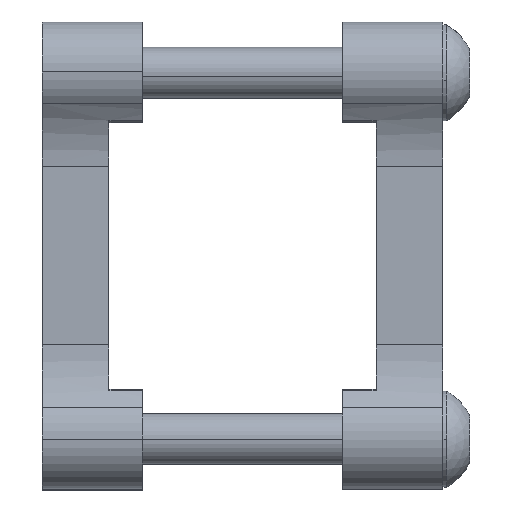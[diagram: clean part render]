
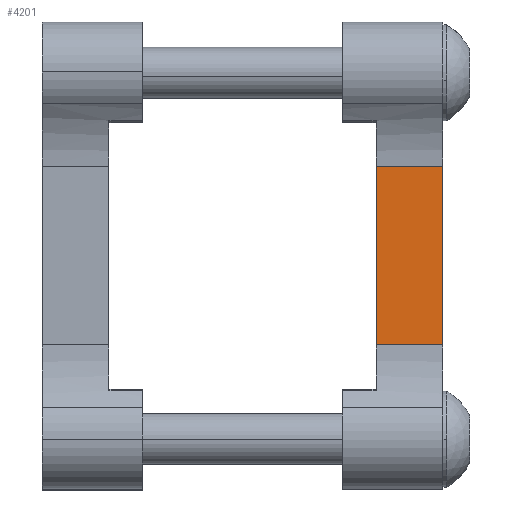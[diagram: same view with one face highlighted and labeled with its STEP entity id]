
A CAD part, top view. The second image highlights one B-rep face of the part: STEP entity #4201.
In plain terms, the highlighted face is planar.
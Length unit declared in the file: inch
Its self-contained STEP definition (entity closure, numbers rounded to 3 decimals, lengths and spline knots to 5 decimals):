
#174 = ORIENTED_EDGE ( 'NONE', *, *, #4297, .F. ) ;
#226 = DIRECTION ( 'NONE',  ( 1., 0., 0. ) ) ;
#424 = AXIS2_PLACEMENT_3D ( 'NONE', #3395, #1289, #226 ) ;
#457 = CARTESIAN_POINT ( 'NONE',  ( -0.5, 0.33395, -0.75 ) ) ;
#514 = ORIENTED_EDGE ( 'NONE', *, *, #1145, .T. ) ;
#607 = LINE ( 'NONE', #4158, #1701 ) ;
#629 = DIRECTION ( 'NONE',  ( 0., 1., 0. ) ) ;
#635 = VERTEX_POINT ( 'NONE', #1015 ) ;
#716 = ORIENTED_EDGE ( 'NONE', *, *, #1504, .T. ) ;
#1015 = CARTESIAN_POINT ( 'NONE',  ( -0.5, 0.33395, -0.75 ) ) ;
#1072 = CARTESIAN_POINT ( 'NONE',  ( -0.75, -0.33395, -0.75 ) ) ;
#1145 = EDGE_CURVE ( 'NONE', #2426, #635, #3311, .T. ) ;
#1194 = VERTEX_POINT ( 'NONE', #1072 ) ;
#1204 = DIRECTION ( 'NONE',  ( 0., 1., 0. ) ) ;
#1289 = DIRECTION ( 'NONE',  ( 0., 0., 1. ) ) ;
#1504 = EDGE_CURVE ( 'NONE', #2512, #1194, #3032, .T. ) ;
#1578 = ORIENTED_EDGE ( 'NONE', *, *, #3776, .T. ) ;
#1582 = CARTESIAN_POINT ( 'NONE',  ( -0.75, 0.33395, -0.75 ) ) ;
#1701 = VECTOR ( 'NONE', #629, 39.37008 ) ;
#2038 = CARTESIAN_POINT ( 'NONE',  ( -0.5, -0.33395, -0.75 ) ) ;
#2274 = LINE ( 'NONE', #4416, #4246 ) ;
#2426 = VERTEX_POINT ( 'NONE', #1582 ) ;
#2512 = VERTEX_POINT ( 'NONE', #2038 ) ;
#2515 = DIRECTION ( 'NONE',  ( 1., 0., 0. ) ) ;
#2674 = FACE_OUTER_BOUND ( 'NONE', #4017, .T. ) ;
#3025 = PLANE ( 'NONE',  #424 ) ;
#3032 = LINE ( 'NONE', #4505, #3930 ) ;
#3132 = VECTOR ( 'NONE', #2515, 39.37008 ) ;
#3311 = LINE ( 'NONE', #457, #3132 ) ;
#3395 = CARTESIAN_POINT ( 'NONE',  ( -0.5, 0.51072, -0.75 ) ) ;
#3776 = EDGE_CURVE ( 'NONE', #1194, #2426, #607, .T. ) ;
#3930 = VECTOR ( 'NONE', #4127, 39.37008 ) ;
#4017 = EDGE_LOOP ( 'NONE', ( #1578, #514, #174, #716 ) ) ;
#4127 = DIRECTION ( 'NONE',  ( -1., 0., 0. ) ) ;
#4158 = CARTESIAN_POINT ( 'NONE',  ( -0.75, 0.51072, -0.75 ) ) ;
#4201 = ADVANCED_FACE ( 'NONE', ( #2674 ), #3025, .F. ) ;
#4246 = VECTOR ( 'NONE', #1204, 39.37008 ) ;
#4297 = EDGE_CURVE ( 'NONE', #2512, #635, #2274, .T. ) ;
#4416 = CARTESIAN_POINT ( 'NONE',  ( -0.5, 0.51072, -0.75 ) ) ;
#4505 = CARTESIAN_POINT ( 'NONE',  ( -0.75, -0.33395, -0.75 ) ) ;
